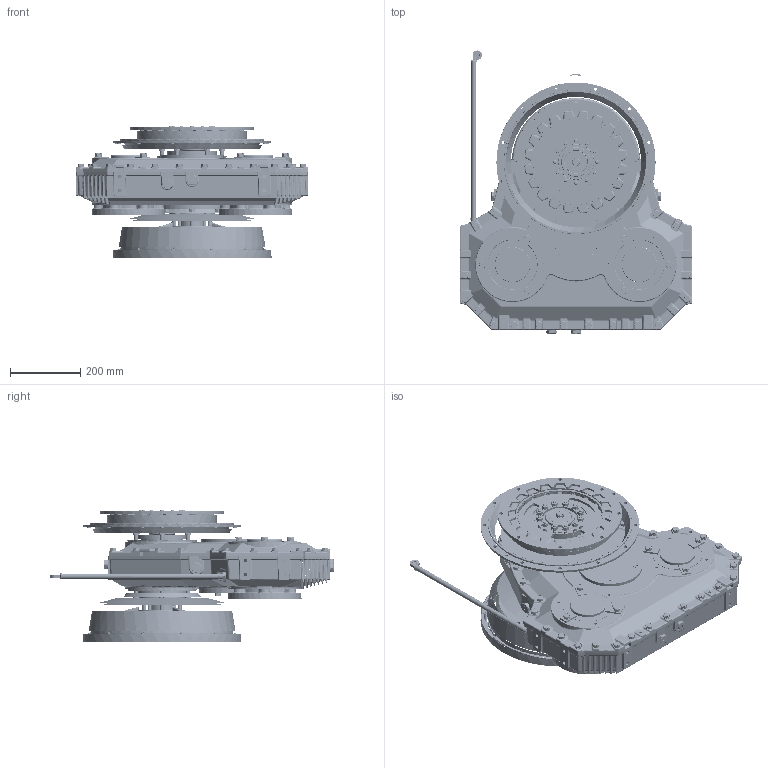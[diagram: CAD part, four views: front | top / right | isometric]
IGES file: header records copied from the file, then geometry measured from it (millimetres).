
Start section: SolidWorks IGES file using analytic representation for surfaces
Global section: file name: 1029025E.igs; native system: SolidWorks 2019; preprocessor: SolidWorks 2019; author: smtservice; date: 221010.063939; units: millimetre
Bounding box: 660 x 803.49 x 373.7 mm (x, y, z)
Surface area: 4476278.6 mm2 (no closed solid volume)
Topology: 0 solids, 1 shells, 9921 faces, 152688 edges, 150974 vertices
Faces by surface type: bspline 6184, revolution 3737
